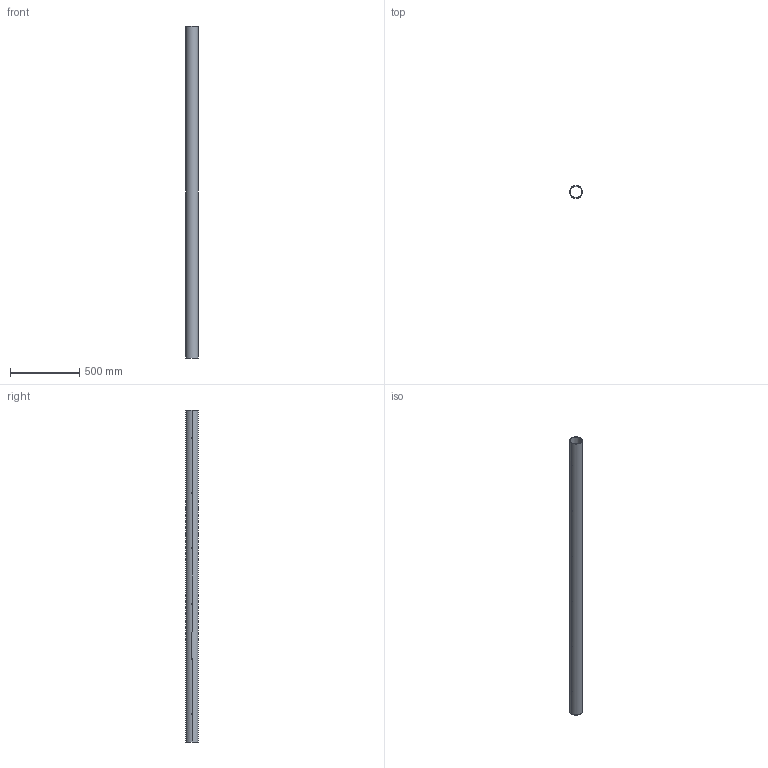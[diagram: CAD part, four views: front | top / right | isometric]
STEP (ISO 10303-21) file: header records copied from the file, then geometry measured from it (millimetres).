
FILE_DESCRIPTION (( 'STEP AP214' ), '1' );
FILE_NAME ('Schutzrohr_251583.STEP', '2012-09-27T08:00:58', ( 'Admin2' ), ( '' ), 'SwSTEP 2.0', 'SolidWorks 2010', '' );
FILE_SCHEMA (( 'AUTOMOTIVE_DESIGN' ));
Length unit declared in the file: millimetre
Products named in the file (1): Schutzrohr_251583
Bounding box: 90 x 90 x 2400 mm (x, y, z)
Volume: 1966081.2 mm3; surface area: 1313267.7 mm2
Topology: 1 solids, 1 shells, 30 faces, 108 edges, 56 vertices
Faces by surface type: cylinder 28, plane 2
Entity records: 2650 total; most frequent: CARTESIAN_POINT 1779, ORIENTED_EDGE 216, DIRECTION 130, EDGE_CURVE 108, VERTEX_POINT 56, LINE 52, VECTOR 52, B_SPLINE_CURVE_WITH_KNOTS 48
